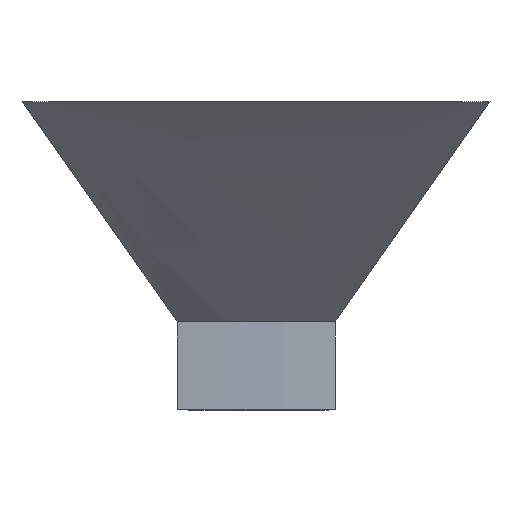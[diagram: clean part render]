
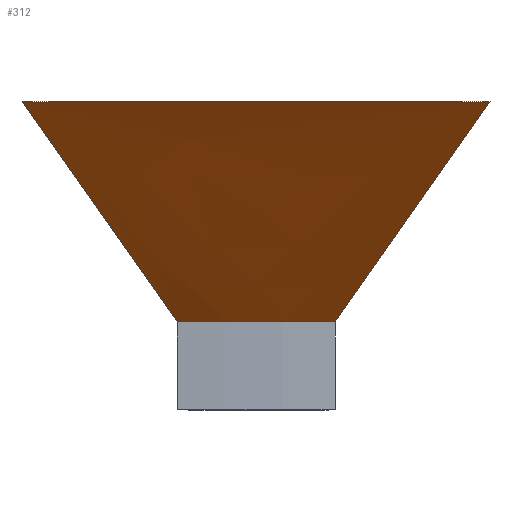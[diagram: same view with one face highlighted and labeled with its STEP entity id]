
A CAD part, top view. The second image highlights one B-rep face of the part: STEP entity #312.
In plain terms, the highlighted free-form (B-spline) face has degree [3, 3] with [4, 4] control points.
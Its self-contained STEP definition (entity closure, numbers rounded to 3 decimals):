
#26=B_SPLINE_SURFACE_WITH_KNOTS('',3,3,((#745,#746,#747,#748),(#749,#750,
#751,#752),(#753,#754,#755,#756),(#757,#758,#759,#760)),.UNSPECIFIED.,.F.,
 .F.,.F.,(4,4),(4,4),(0.002,0.997),(-0.5,
1.),.UNSPECIFIED.);
#45=B_SPLINE_CURVE_WITH_KNOTS('',3,(#655,#656,#657,#658,#659,#660),
 .UNSPECIFIED.,.F.,.F.,(4,2,4),(-3.232,-1.621,-0.038),
 .UNSPECIFIED.);
#47=B_SPLINE_CURVE_WITH_KNOTS('',3,(#683,#684,#685,#686,#687,#688,#689,
#690,#691),.UNSPECIFIED.,.F.,.F.,(4,2,3,4),(0.,0.741,1.491,
2.222),.UNSPECIFIED.);
#50=B_SPLINE_CURVE_WITH_KNOTS('',3,(#736,#737,#738,#739,#740,#741,#742,
#743,#744),.UNSPECIFIED.,.F.,.F.,(4,3,2,4),(-0.737,0.,0.756,
1.507),.UNSPECIFIED.);
#74=FACE_OUTER_BOUND('',#94,.T.);
#94=EDGE_LOOP('',(#285,#286,#287,#288));
#128=CIRCLE('',#338,89.3);
#137=VERTEX_POINT('',#417);
#140=VERTEX_POINT('',#427);
#155=VERTEX_POINT('',#647);
#156=VERTEX_POINT('',#654);
#172=EDGE_CURVE('',#140,#137,#128,.T.);
#195=EDGE_CURVE('',#155,#156,#45,.F.);
#197=EDGE_CURVE('',#156,#137,#47,.F.);
#200=EDGE_CURVE('',#155,#140,#50,.T.);
#285=ORIENTED_EDGE('',*,*,#195,.F.);
#286=ORIENTED_EDGE('',*,*,#200,.T.);
#287=ORIENTED_EDGE('',*,*,#172,.T.);
#288=ORIENTED_EDGE('',*,*,#197,.F.);
#312=ADVANCED_FACE('',(#74),#26,.F.);
#338=AXIS2_PLACEMENT_3D('',#431,#379,#380);
#379=DIRECTION('center_axis',(0.,1.,0.));
#380=DIRECTION('ref_axis',(-0.079,0.,0.997));
#417=CARTESIAN_POINT('',(3.853,12.,87.235));
#427=CARTESIAN_POINT('',(-6.929,12.,87.047));
#431=CARTESIAN_POINT('Origin',(0.024,12.,-1.982));
#647=CARTESIAN_POINT('',(-17.515,27.,100.723));
#654=CARTESIAN_POINT('',(14.415,27.,101.121));
#655=CARTESIAN_POINT('Ctrl Pts',(14.415,27.,101.121));
#656=CARTESIAN_POINT('Ctrl Pts',(9.047,27.,100.997));
#657=CARTESIAN_POINT('Ctrl Pts',(3.681,27.,100.902));
#658=CARTESIAN_POINT('Ctrl Pts',(-6.965,27.,100.77));
#659=CARTESIAN_POINT('Ctrl Pts',(-12.239,27.,100.733));
#660=CARTESIAN_POINT('Ctrl Pts',(-17.515,27.,100.723));
#683=CARTESIAN_POINT('Ctrl Pts',(3.853,12.,87.235));
#684=CARTESIAN_POINT('Ctrl Pts',(4.99,13.611,88.725));
#685=CARTESIAN_POINT('Ctrl Pts',(6.229,15.369,90.351));
#686=CARTESIAN_POINT('Ctrl Pts',(8.539,18.646,93.385));
#687=CARTESIAN_POINT('Ctrl Pts',(9.739,20.351,94.963));
#688=CARTESIAN_POINT('Ctrl Pts',(10.899,22.,96.49));
#689=CARTESIAN_POINT('Ctrl Pts',(12.03,23.608,97.979));
#690=CARTESIAN_POINT('Ctrl Pts',(13.212,25.288,99.536));
#691=CARTESIAN_POINT('Ctrl Pts',(14.415,27.,101.121));
#736=CARTESIAN_POINT('Ctrl Pts',(-17.515,27.,100.723));
#737=CARTESIAN_POINT('Ctrl Pts',(-16.312,25.29,99.163));
#738=CARTESIAN_POINT('Ctrl Pts',(-15.129,23.61,97.63));
#739=CARTESIAN_POINT('Ctrl Pts',(-13.994,22.,96.162));
#740=CARTESIAN_POINT('Ctrl Pts',(-12.83,20.35,94.656));
#741=CARTESIAN_POINT('Ctrl Pts',(-11.631,18.65,93.106));
#742=CARTESIAN_POINT('Ctrl Pts',(-9.307,15.359,90.105));
#743=CARTESIAN_POINT('Ctrl Pts',(-8.076,13.619,88.52));
#744=CARTESIAN_POINT('Ctrl Pts',(-6.929,12.,87.047));
#745=CARTESIAN_POINT('Ctrl Pts',(-17.515,27.,100.723));
#746=CARTESIAN_POINT('Ctrl Pts',(-14.024,22.,96.161));
#747=CARTESIAN_POINT('Ctrl Pts',(-10.532,17.,91.599));
#748=CARTESIAN_POINT('Ctrl Pts',(-7.04,12.,87.038));
#749=CARTESIAN_POINT('Ctrl Pts',(-6.867,27.,100.742));
#750=CARTESIAN_POINT('Ctrl Pts',(-5.705,22.,96.271));
#751=CARTESIAN_POINT('Ctrl Pts',(-4.543,17.,91.8));
#752=CARTESIAN_POINT('Ctrl Pts',(-3.381,12.,87.328));
#753=CARTESIAN_POINT('Ctrl Pts',(3.772,27.,100.875));
#754=CARTESIAN_POINT('Ctrl Pts',(2.613,22.,96.381));
#755=CARTESIAN_POINT('Ctrl Pts',(1.454,17.,91.887));
#756=CARTESIAN_POINT('Ctrl Pts',(0.296,12.,87.393));
#757=CARTESIAN_POINT('Ctrl Pts',(14.415,27.,101.121));
#758=CARTESIAN_POINT('Ctrl Pts',(10.931,22.,96.491));
#759=CARTESIAN_POINT('Ctrl Pts',(7.447,17.,91.861));
#760=CARTESIAN_POINT('Ctrl Pts',(3.963,12.,87.231));
